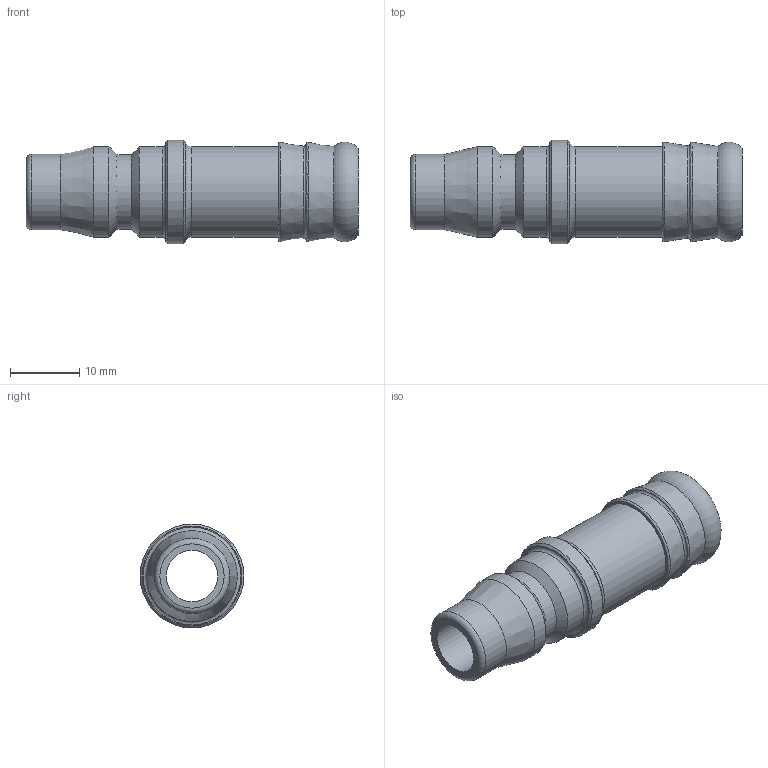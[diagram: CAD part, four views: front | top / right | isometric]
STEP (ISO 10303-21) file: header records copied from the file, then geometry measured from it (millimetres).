
FILE_DESCRIPTION((''),'2;1');
FILE_NAME('13sftf13sxn.stp','2014-11-12T14:05:56',('IA176480'),(''),'Autodesk Inventor 2013','Autodesk Inventor 2013','');
FILE_SCHEMA(('AUTOMOTIVE_DESIGN { 1 0 10303 214 1 1 1 1 }'));
Length unit declared in the file: millimetre
Products named in the file (1): D112776
Bounding box: 48 x 15 x 15 mm (x, y, z)
Volume: 3291.5 mm3; surface area: 3526.4 mm2
Topology: 1 solids, 1 shells, 27 faces, 53 edges, 30 vertices
Faces by surface type: cylinder 8, cone 8, torus 6, plane 4, bspline 1
Full cylindrical faces by diameter (mm): 7.5 x1, 10 x1, 10.8 x1, 10.9 x1, 13.1 x3, 15 x1
Entity records: 687 total; most frequent: CARTESIAN_POINT 199, DIRECTION 106, ORIENTED_EDGE 56, AXIS2_PLACEMENT_3D 53, EDGE_LOOP 53, EDGE_CURVE 28, VERTEX_POINT 27, FACE_OUTER_BOUND 27
